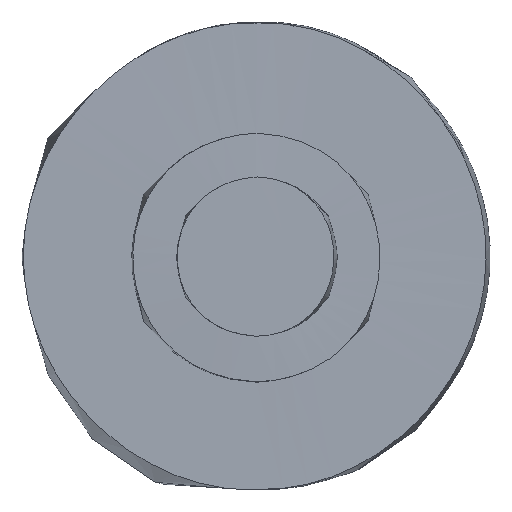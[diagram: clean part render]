
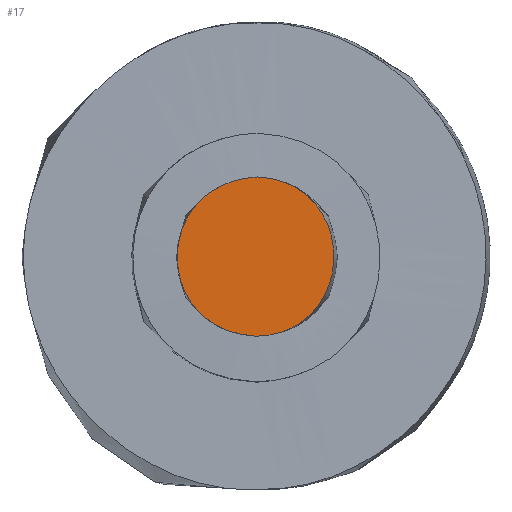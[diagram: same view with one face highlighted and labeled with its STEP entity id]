
A CAD part, front view. The second image highlights one B-rep face of the part: STEP entity #17.
In plain terms, the highlighted free-form (B-spline) face has degree [3, 3] with [4, 4] control points.
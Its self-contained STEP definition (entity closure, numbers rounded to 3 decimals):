
#17 = ADVANCED_FACE('',(#18),#33,.T.);
#18 = FACE_BOUND('',#19,.F.);
#19 = EDGE_LOOP('',(#20,#86));
#20 = ORIENTED_EDGE('',*,*,#21,.T.);
#21 = EDGE_CURVE('',#22,#24,#26,.T.);
#22 = VERTEX_POINT('',#23);
#23 = CARTESIAN_POINT('',(0.004,-0.997,
    0.31));
#24 = VERTEX_POINT('',#25);
#25 = CARTESIAN_POINT('',(0.003,-0.997,
    -0.309));
#26 = SURFACE_CURVE('',#27,(#32,#59),.PCURVE_S1.);
#27 = B_SPLINE_CURVE_WITH_KNOTS('',3,(#28,#29,#30,#31),.UNSPECIFIED.,.F.
  ,.F.,(4,4),(0.,1.),.PIECEWISE_BEZIER_KNOTS.);
#28 = CARTESIAN_POINT('',(0.004,-0.997,
    0.31));
#29 = CARTESIAN_POINT('',(0.401,-0.997,0.293)
  );
#30 = CARTESIAN_POINT('',(0.402,-1.,-0.293
    ));
#31 = CARTESIAN_POINT('',(0.003,-0.997,
    -0.309));
#32 = PCURVE('',#33,#50);
#33 = B_SPLINE_SURFACE_WITH_KNOTS('',3,3,(
    (#34,#35,#36,#37)
    ,(#38,#39,#40,#41)
    ,(#42,#43,#44,#45)
    ,(#46,#47,#48,#49
    )),.UNSPECIFIED.,.F.,.F.,.F.,(4,4),(4,4),(0.,1.),(0.,1.),
  .PIECEWISE_BEZIER_KNOTS.);
#34 = CARTESIAN_POINT('',(-0.327,-0.998,
    -0.326));
#35 = CARTESIAN_POINT('',(-0.327,-0.999,
    -0.11));
#36 = CARTESIAN_POINT('',(-0.326,-0.997,0.108)
  );
#37 = CARTESIAN_POINT('',(-0.325,-0.998,0.324
    ));
#38 = CARTESIAN_POINT('',(-0.113,-0.995,
    -0.325));
#39 = CARTESIAN_POINT('',(-0.109,-0.999,
    -0.105));
#40 = CARTESIAN_POINT('',(-0.107,-0.995,0.104
    ));
#41 = CARTESIAN_POINT('',(-0.11,-0.997,0.324)
  );
#42 = CARTESIAN_POINT('',(0.106,-0.998,-0.322)
  );
#43 = CARTESIAN_POINT('',(0.108,-0.997,-0.112
    ));
#44 = CARTESIAN_POINT('',(0.106,-0.999,0.108));
#45 = CARTESIAN_POINT('',(0.109,-0.997,0.321)
  );
#46 = CARTESIAN_POINT('',(0.322,-0.998,-0.325
    ));
#47 = CARTESIAN_POINT('',(0.322,-0.996,-0.108)
  );
#48 = CARTESIAN_POINT('',(0.326,-0.997,0.108)
  );
#49 = CARTESIAN_POINT('',(0.324,-0.997,0.324));
#50 = DEFINITIONAL_REPRESENTATION('',(#51),#58);
#51 = B_SPLINE_CURVE_WITH_KNOTS('',5,(#52,#53,#54,#55,#56,#57),
  .UNSPECIFIED.,.F.,.F.,(6,6),(0.,1.),.PIECEWISE_BEZIER_KNOTS.);
#52 = CARTESIAN_POINT('',(0.507,0.98));
#53 = CARTESIAN_POINT('',(0.873,0.965));
#54 = CARTESIAN_POINT('',(1.057,0.678));
#55 = CARTESIAN_POINT('',(1.061,0.321));
#56 = CARTESIAN_POINT('',(0.877,0.036));
#57 = CARTESIAN_POINT('',(0.51,0.022));
#58 = ( GEOMETRIC_REPRESENTATION_CONTEXT(2) 
PARAMETRIC_REPRESENTATION_CONTEXT() REPRESENTATION_CONTEXT('2D SPACE',''
  ) );
#59 = PCURVE('',#60,#77);
#60 = B_SPLINE_SURFACE_WITH_KNOTS('',3,3,(
    (#61,#62,#63,#64)
    ,(#65,#66,#67,#68)
    ,(#69,#70,#71,#72)
    ,(#73,#74,#75,#76
    )),.UNSPECIFIED.,.F.,.F.,.F.,(4,4),(4,4),(0.,1.),(0.,1.),
  .PIECEWISE_BEZIER_KNOTS.);
#61 = CARTESIAN_POINT('',(-0.003,-0.625,
    -0.324));
#62 = CARTESIAN_POINT('',(-0.004,-0.75,
    -0.324));
#63 = CARTESIAN_POINT('',(-0.001,-0.88,
    -0.324));
#64 = CARTESIAN_POINT('',(-0.003,-1.008,
    -0.327));
#65 = CARTESIAN_POINT('',(0.424,-0.622,-0.336)
  );
#66 = CARTESIAN_POINT('',(0.426,-0.761,-0.341
    ));
#67 = CARTESIAN_POINT('',(0.422,-0.876,-0.334
    ));
#68 = CARTESIAN_POINT('',(0.423,-1.006,-0.338
    ));
#69 = CARTESIAN_POINT('',(0.419,-0.629,0.339)
  );
#70 = CARTESIAN_POINT('',(0.422,-0.749,0.344)
  );
#71 = CARTESIAN_POINT('',(0.419,-0.885,0.336));
#72 = CARTESIAN_POINT('',(0.424,-1.012,0.34)
  );
#73 = CARTESIAN_POINT('',(-0.004,-0.628,
    0.326));
#74 = CARTESIAN_POINT('',(-0.005,-0.754,
    0.324));
#75 = CARTESIAN_POINT('',(-0.005,-0.884,
    0.326));
#76 = CARTESIAN_POINT('',(-0.007,-1.008,
    0.322));
#77 = DEFINITIONAL_REPRESENTATION('',(#78),#85);
#78 = B_SPLINE_CURVE_WITH_KNOTS('',5,(#79,#80,#81,#82,#83,#84),
  .UNSPECIFIED.,.F.,.F.,(6,6),(0.,1.),.PIECEWISE_BEZIER_KNOTS.);
#79 = CARTESIAN_POINT('',(0.991,0.971));
#80 = CARTESIAN_POINT('',(0.803,0.971));
#81 = CARTESIAN_POINT('',(0.547,0.971));
#82 = CARTESIAN_POINT('',(0.454,0.971));
#83 = CARTESIAN_POINT('',(0.194,0.972));
#84 = CARTESIAN_POINT('',(0.004,0.972));
#85 = ( GEOMETRIC_REPRESENTATION_CONTEXT(2) 
PARAMETRIC_REPRESENTATION_CONTEXT() REPRESENTATION_CONTEXT('2D SPACE',''
  ) );
#86 = ORIENTED_EDGE('',*,*,#87,.T.);
#87 = EDGE_CURVE('',#24,#22,#88,.T.);
#88 = SURFACE_CURVE('',#89,(#94,#103),.PCURVE_S1.);
#89 = B_SPLINE_CURVE_WITH_KNOTS('',3,(#90,#91,#92,#93),.UNSPECIFIED.,.F.
  ,.F.,(4,4),(0.,1.),.PIECEWISE_BEZIER_KNOTS.);
#90 = CARTESIAN_POINT('',(0.003,-0.997,
    -0.309));
#91 = CARTESIAN_POINT('',(-0.412,-0.997,
    -0.289));
#92 = CARTESIAN_POINT('',(-0.408,-0.998,0.288
    ));
#93 = CARTESIAN_POINT('',(0.004,-0.997,
    0.31));
#94 = PCURVE('',#33,#95);
#95 = DEFINITIONAL_REPRESENTATION('',(#96),#102);
#96 = B_SPLINE_CURVE_WITH_KNOTS('',4,(#97,#98,#99,#100,#101),
  .UNSPECIFIED.,.F.,.F.,(5,5),(0.,1.),.PIECEWISE_BEZIER_KNOTS.);
#97 = CARTESIAN_POINT('',(0.51,0.022));
#98 = CARTESIAN_POINT('',(0.032,0.048));
#99 = CARTESIAN_POINT('',(-0.131,0.501));
#100 = CARTESIAN_POINT('',(0.032,0.953));
#101 = CARTESIAN_POINT('',(0.507,0.98));
#102 = ( GEOMETRIC_REPRESENTATION_CONTEXT(2) 
PARAMETRIC_REPRESENTATION_CONTEXT() REPRESENTATION_CONTEXT('2D SPACE',''
  ) );
#103 = PCURVE('',#104,#121);
#104 = B_SPLINE_SURFACE_WITH_KNOTS('',3,3,(
    (#105,#106,#107,#108)
    ,(#109,#110,#111,#112)
    ,(#113,#114,#115,#116)
    ,(#117,#118,#119,#120
    )),.UNSPECIFIED.,.F.,.F.,.F.,(4,4),(4,4),(0.,1.),(0.,1.),
  .PIECEWISE_BEZIER_KNOTS.);
#105 = CARTESIAN_POINT('',(0.004,-0.623,
    0.327));
#106 = CARTESIAN_POINT('',(0.007,-0.75,
    0.322));
#107 = CARTESIAN_POINT('',(0.007,-0.882,
    0.325));
#108 = CARTESIAN_POINT('',(0.01,-1.007,
    0.327));
#109 = CARTESIAN_POINT('',(-0.414,-0.626,0.33
    ));
#110 = CARTESIAN_POINT('',(-0.411,-0.754,0.337
    ));
#111 = CARTESIAN_POINT('',(-0.412,-0.884,
    0.332));
#112 = CARTESIAN_POINT('',(-0.411,-1.012,
    0.329));
#113 = CARTESIAN_POINT('',(-0.411,-0.628,
    -0.327));
#114 = CARTESIAN_POINT('',(-0.418,-0.762,
    -0.332));
#115 = CARTESIAN_POINT('',(-0.411,-0.881,
    -0.329));
#116 = CARTESIAN_POINT('',(-0.414,-1.013,
    -0.326));
#117 = CARTESIAN_POINT('',(0.003,-0.627,
    -0.327));
#118 = CARTESIAN_POINT('',(0.007,-0.751,
    -0.324));
#119 = CARTESIAN_POINT('',(0.003,-0.883,
    -0.327));
#120 = CARTESIAN_POINT('',(0.005,-1.008,
    -0.33));
#121 = DEFINITIONAL_REPRESENTATION('',(#122),#129);
#122 = B_SPLINE_CURVE_WITH_KNOTS('',5,(#123,#124,#125,#126,#127,#128),
  .UNSPECIFIED.,.F.,.F.,(6,6),(0.,1.),.PIECEWISE_BEZIER_KNOTS.);
#123 = CARTESIAN_POINT('',(0.999,0.969));
#124 = CARTESIAN_POINT('',(0.8,0.963));
#125 = CARTESIAN_POINT('',(0.527,0.961));
#126 = CARTESIAN_POINT('',(0.475,0.963));
#127 = CARTESIAN_POINT('',(0.202,0.968));
#128 = CARTESIAN_POINT('',(0.005,0.973));
#129 = ( GEOMETRIC_REPRESENTATION_CONTEXT(2) 
PARAMETRIC_REPRESENTATION_CONTEXT() REPRESENTATION_CONTEXT('2D SPACE',''
  ) );
